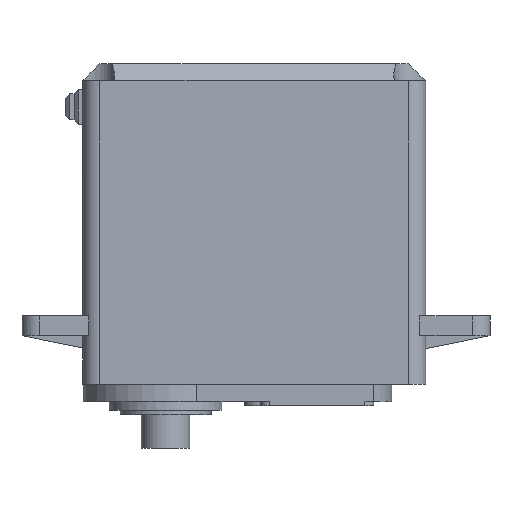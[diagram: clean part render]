
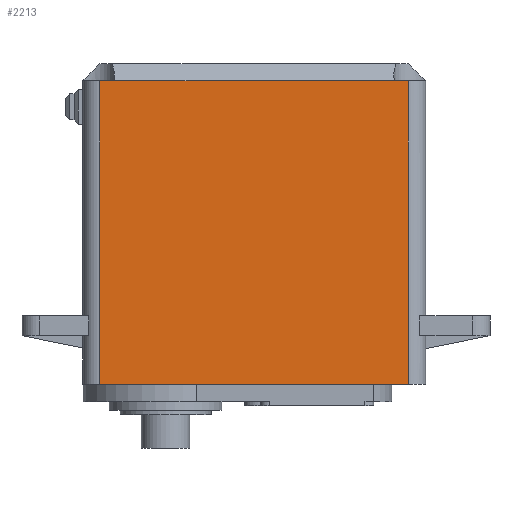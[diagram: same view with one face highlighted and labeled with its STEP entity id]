
A CAD part, front view. The second image highlights one B-rep face of the part: STEP entity #2213.
In plain terms, the highlighted planar face has unit normal (0, -1, 0).
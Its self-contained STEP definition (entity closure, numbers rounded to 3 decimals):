
#232=FACE_OUTER_BOUND('',#359,.T.);
#359=EDGE_LOOP('',(#1751,#1752,#1753,#1754,#1755,#1756));
#527=LINE('',#3420,#741);
#537=LINE('',#3446,#751);
#539=LINE('',#3456,#753);
#544=LINE('',#3468,#758);
#557=LINE('',#3530,#771);
#561=LINE('',#3555,#775);
#741=VECTOR('',#2772,10.);
#751=VECTOR('',#2796,10.);
#753=VECTOR('',#2806,10.);
#758=VECTOR('',#2819,10.);
#771=VECTOR('',#2892,10.);
#775=VECTOR('',#2926,10.);
#926=VERTEX_POINT('',#3417);
#927=VERTEX_POINT('',#3419);
#936=VERTEX_POINT('',#3445);
#939=VERTEX_POINT('',#3453);
#940=VERTEX_POINT('',#3455);
#962=VERTEX_POINT('',#3526);
#1172=EDGE_CURVE('',#926,#927,#527,.T.);
#1185=EDGE_CURVE('',#927,#936,#537,.T.);
#1190=EDGE_CURVE('',#939,#940,#539,.T.);
#1197=EDGE_CURVE('',#926,#940,#544,.T.);
#1226=EDGE_CURVE('',#962,#939,#557,.T.);
#1239=EDGE_CURVE('',#936,#962,#561,.T.);
#1751=ORIENTED_EDGE('',*,*,#1172,.F.);
#1752=ORIENTED_EDGE('',*,*,#1197,.T.);
#1753=ORIENTED_EDGE('',*,*,#1190,.F.);
#1754=ORIENTED_EDGE('',*,*,#1226,.F.);
#1755=ORIENTED_EDGE('',*,*,#1239,.F.);
#1756=ORIENTED_EDGE('',*,*,#1185,.F.);
#1985=PLANE('',#2415);
#2213=ADVANCED_FACE('',(#232),#1985,.T.);
#2415=AXIS2_PLACEMENT_3D('',#3559,#2932,#2933);
#2772=DIRECTION('',(0.,0.,1.));
#2796=DIRECTION('',(1.,0.,0.));
#2806=DIRECTION('',(0.,0.,-1.));
#2819=DIRECTION('',(1.,0.,0.));
#2892=DIRECTION('',(1.,0.,0.));
#2926=DIRECTION('',(1.,0.,0.));
#2932=DIRECTION('center_axis',(0.,-1.,0.));
#2933=DIRECTION('ref_axis',(1.,0.,0.));
#3417=CARTESIAN_POINT('',(-7.568,-9.7,7.4));
#3419=CARTESIAN_POINT('',(-7.568,-9.7,42.4));
#3420=CARTESIAN_POINT('',(-7.568,-9.7,7.4));
#3445=CARTESIAN_POINT('',(-5.968,-9.7,42.4));
#3446=CARTESIAN_POINT('',(0.324,-9.7,42.4));
#3453=CARTESIAN_POINT('',(28.,-9.7,42.4));
#3455=CARTESIAN_POINT('',(28.,-9.7,7.4));
#3456=CARTESIAN_POINT('',(28.,-9.7,7.4));
#3468=CARTESIAN_POINT('',(-9.568,-9.7,7.4));
#3526=CARTESIAN_POINT('',(26.4,-9.7,42.4));
#3530=CARTESIAN_POINT('',(0.324,-9.7,42.4));
#3555=CARTESIAN_POINT('',(0.324,-9.7,42.4));
#3559=CARTESIAN_POINT('Origin',(-9.568,-9.7,7.4));
